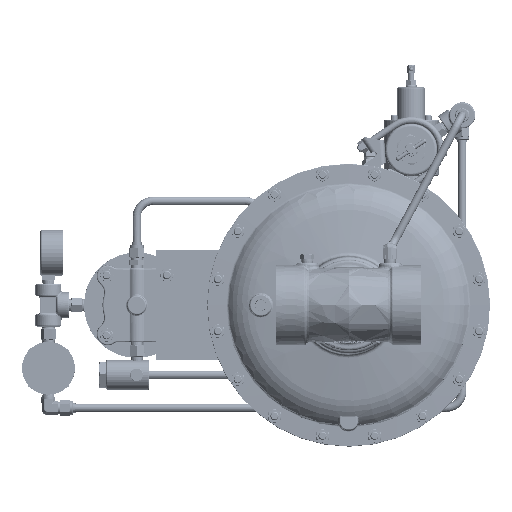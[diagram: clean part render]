
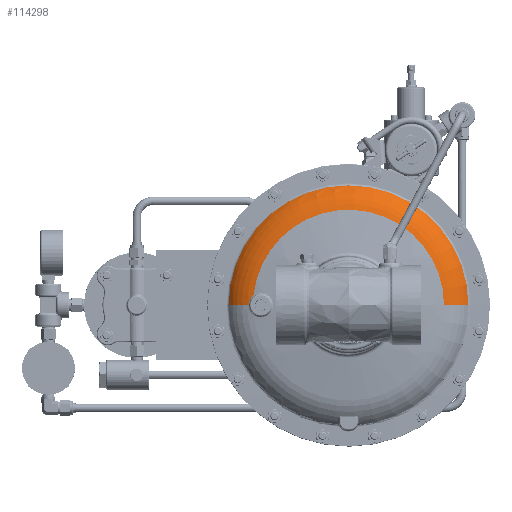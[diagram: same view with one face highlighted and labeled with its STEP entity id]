
A CAD part, front view. The second image highlights one B-rep face of the part: STEP entity #114298.
In plain terms, the highlighted toroidal (fillet/blend) face has major radius 101.696 mm and minor radius 46.038 mm.
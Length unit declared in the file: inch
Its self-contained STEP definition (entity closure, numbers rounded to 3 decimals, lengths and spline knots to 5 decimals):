
#2096 = DIRECTION ( 'NONE',  ( 0., -1., 0. ) ) ;
#2688 = DIRECTION ( 'NONE',  ( 1., 0., 0. ) ) ;
#15621 = CARTESIAN_POINT ( 'NONE',  ( -4.54229, 8.36115, 0.04365 ) ) ;
#38783 = DIRECTION ( 'NONE',  ( -1., 0., 0. ) ) ;
#39196 = AXIS2_PLACEMENT_3D ( 'NONE', #240182, #120963, #38783 ) ;
#43548 = CARTESIAN_POINT ( 'NONE',  ( -4.53364, 8.35881, 0.10832 ) ) ;
#46136 = CARTESIAN_POINT ( 'NONE',  ( -4.50337, 8.35088, 0.212 ) ) ;
#49942 = CARTESIAN_POINT ( 'NONE',  ( 5.45576, 9.00689, 0. ) ) ;
#50750 = EDGE_CURVE ( 'NONE', #186722, #346872, #193546, .T. ) ;
#76592 = CARTESIAN_POINT ( 'NONE',  ( -4.49487, 8.34872, 0.23221 ) ) ;
#77250 = DIRECTION ( 'NONE',  ( 0., 0., -1. ) ) ;
#97587 = DIRECTION ( 'NONE',  ( -1., 0., 0. ) ) ;
#105913 = ORIENTED_EDGE ( 'NONE', *, *, #130838, .T. ) ;
#107095 = CARTESIAN_POINT ( 'NONE',  ( -4.54354, 8.36149, 0. ) ) ;
#114298 = ADVANCED_FACE ( 'NONE', ( #124177 ), #275782, .T. ) ;
#119926 = EDGE_CURVE ( 'NONE', #282896, #346872, #153809, .T. ) ;
#120963 = DIRECTION ( 'NONE',  ( 0., -1., 0. ) ) ;
#124068 = DIRECTION ( 'NONE',  ( 0., -1., 0. ) ) ;
#124177 = FACE_OUTER_BOUND ( 'NONE', #151529, .T. ) ;
#125152 = CARTESIAN_POINT ( 'NONE',  ( 4.34629, 8.31191, 0. ) ) ;
#130838 = EDGE_CURVE ( 'NONE', #328970, #282896, #135819, .T. ) ;
#134891 = CARTESIAN_POINT ( 'NONE',  ( -4.53733, 8.35981, 0.08697 ) ) ;
#135819 = CIRCLE ( 'NONE', #381255, 1.8125 ) ;
#137457 = CARTESIAN_POINT ( 'NONE',  ( -4.44321, 8.33615, 0.32666 ) ) ;
#141228 = AXIS2_PLACEMENT_3D ( 'NONE', #258646, #77250, #196440 ) ;
#148837 = EDGE_CURVE ( 'NONE', #321335, #186722, #204619, .T. ) ;
#151529 = EDGE_LOOP ( 'NONE', ( #291643, #218572, #105913, #291729, #252830 ) ) ;
#153692 = DIRECTION ( 'NONE',  ( 0., 0., 1. ) ) ;
#153809 = B_SPLINE_CURVE_WITH_KNOTS ( 'NONE', 3,
 ( #107095, #194460, #15621, #134891, #43548, #255392, #227573, #46136, #76592, #318971, #137457, #315104, #167855, #379902, #284579, #285898 ),
 .UNSPECIFIED., .F., .F.,
 ( 4, 2, 2, 2, 2, 2, 2, 4 ),
 ( 0.01321, 0.01486, 0.01651, 0.01816, 0.0198, 0.0231, 0.02475, 0.02639 ),
 .UNSPECIFIED. ) ;
#160885 = CARTESIAN_POINT ( 'NONE',  ( -5.45576, 9.00689, 0. ) ) ;
#167855 = CARTESIAN_POINT ( 'NONE',  ( -4.38752, 8.32417, 0.39295 ) ) ;
#183590 = CARTESIAN_POINT ( 'NONE',  ( 0., 8.31191, 0. ) ) ;
#186722 = VERTEX_POINT ( 'NONE', #125152 ) ;
#193546 = CIRCLE ( 'NONE', #228175, 4.34629 ) ;
#194460 = CARTESIAN_POINT ( 'NONE',  ( -4.54354, 8.36149, 0.0217 ) ) ;
#196440 = DIRECTION ( 'NONE',  ( -1., 0., 0. ) ) ;
#204619 = CIRCLE ( 'NONE', #141228, 1.8125 ) ;
#216777 = DIRECTION ( 'NONE',  ( 1., 0., 0. ) ) ;
#218085 = CARTESIAN_POINT ( 'NONE',  ( 0., 9.00689, 0. ) ) ;
#218572 = ORIENTED_EDGE ( 'NONE', *, *, #245254, .T. ) ;
#227573 = CARTESIAN_POINT ( 'NONE',  ( -4.51786, 8.35462, 0.17114 ) ) ;
#228175 = AXIS2_PLACEMENT_3D ( 'NONE', #183590, #2096, #97587 ) ;
#240182 = CARTESIAN_POINT ( 'NONE',  ( 0., 10.09176, 0. ) ) ;
#245254 = EDGE_CURVE ( 'NONE', #321335, #328970, #313983, .T. ) ;
#248677 = AXIS2_PLACEMENT_3D ( 'NONE', #218085, #124068, #216777 ) ;
#252830 = ORIENTED_EDGE ( 'NONE', *, *, #50750, .F. ) ;
#255392 = CARTESIAN_POINT ( 'NONE',  ( -4.5239, 8.35622, 0.15041 ) ) ;
#258646 = CARTESIAN_POINT ( 'NONE',  ( 4.00379, 10.09176, 0. ) ) ;
#275782 = TOROIDAL_SURFACE ( 'NONE', #39196, 4.00379, 1.8125 ) ;
#282896 = VERTEX_POINT ( 'NONE', #309933 ) ;
#284579 = CARTESIAN_POINT ( 'NONE',  ( -4.34014, 8.31495, 0.43717 ) ) ;
#285898 = CARTESIAN_POINT ( 'NONE',  ( -4.3229, 8.31191, 0.45036 ) ) ;
#291643 = ORIENTED_EDGE ( 'NONE', *, *, #148837, .F. ) ;
#291729 = ORIENTED_EDGE ( 'NONE', *, *, #119926, .T. ) ;
#303437 = CARTESIAN_POINT ( 'NONE',  ( -4.00379, 10.09176, 0. ) ) ;
#309933 = CARTESIAN_POINT ( 'NONE',  ( -4.54354, 8.36149, 0. ) ) ;
#313983 = CIRCLE ( 'NONE', #248677, 5.45576 ) ;
#315104 = CARTESIAN_POINT ( 'NONE',  ( -4.40223, 8.32725, 0.3769 ) ) ;
#318971 = CARTESIAN_POINT ( 'NONE',  ( -4.46634, 8.34166, 0.29049 ) ) ;
#321335 = VERTEX_POINT ( 'NONE', #49942 ) ;
#328970 = VERTEX_POINT ( 'NONE', #160885 ) ;
#346872 = VERTEX_POINT ( 'NONE', #375095 ) ;
#375095 = CARTESIAN_POINT ( 'NONE',  ( -4.3229, 8.31191, 0.45036 ) ) ;
#379902 = CARTESIAN_POINT ( 'NONE',  ( -4.35651, 8.31803, 0.42304 ) ) ;
#381255 = AXIS2_PLACEMENT_3D ( 'NONE', #303437, #153692, #2688 ) ;
